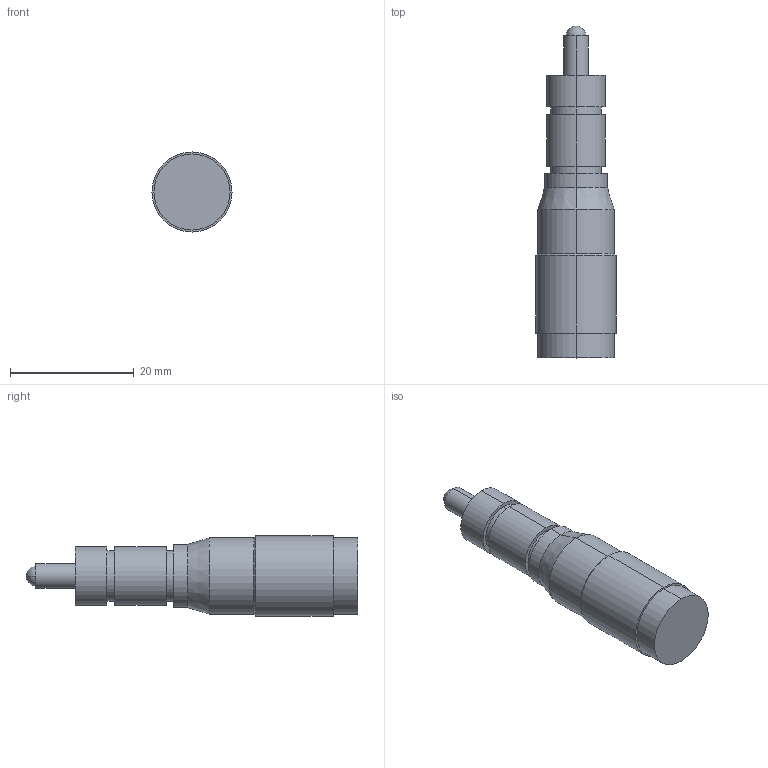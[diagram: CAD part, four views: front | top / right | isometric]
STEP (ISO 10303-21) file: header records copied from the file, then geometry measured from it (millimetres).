
FILE_DESCRIPTION((''),'2;1');
FILE_NAME('SM-13','2022-05-06T15:39:22',('Administrator'),(''),'CREO PARAMETRIC BY PTC INC, 2019292','CREO PARAMETRIC BY PTC INC, 2019292','');
FILE_SCHEMA(('AUTOMOTIVE_DESIGN { 1 0 10303 214 1 1 1 1 }'));
Length unit declared in the file: inch
Products named in the file (1): SM-13
Bounding box: 12.95 x 53.72 x 12.95 mm (x, y, z)
Volume: 4739.4 mm3; surface area: 2003.6 mm2
Topology: 1 solids, 1 shells, 32 faces, 66 edges, 41 vertices
Faces by surface type: cylinder 18, plane 8, cone 4, sphere 2
Entity records: 1215 total; most frequent: DIRECTION 170, CARTESIAN_POINT 139, ORIENTED_EDGE 128, COLOUR_RGB 111, AXIS2_PLACEMENT_3D 74, PRESENTATION_STYLE_ASSIGNMENT 65, STYLED_ITEM 65, CURVE_STYLE 64
